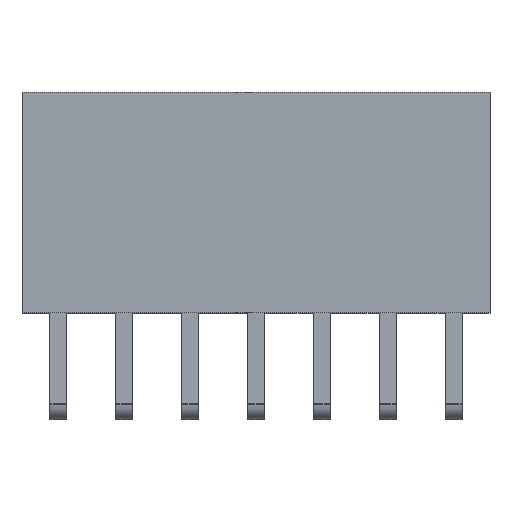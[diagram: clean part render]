
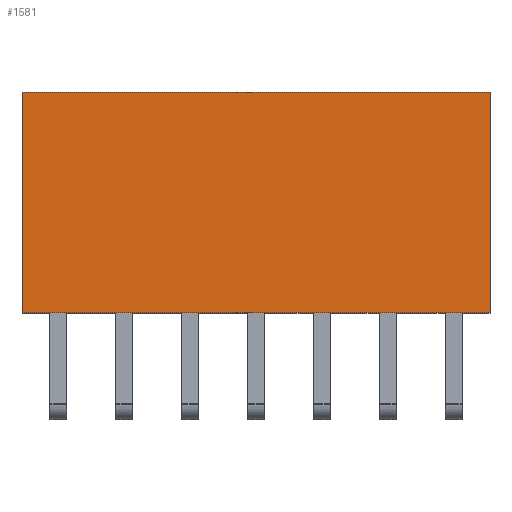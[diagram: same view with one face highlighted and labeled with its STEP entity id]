
A CAD part, top view. The second image highlights one B-rep face of the part: STEP entity #1581.
In plain terms, the highlighted planar face has unit normal (0, 0, 1).
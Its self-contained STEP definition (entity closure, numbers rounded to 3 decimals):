
#1581=ADVANCED_FACE('',(#3205),#3206,.T.);
#3205=FACE_OUTER_BOUND('',#4825,.T.);
#3206=PLANE('',#4826);
#4825=EDGE_LOOP('',(#10046,#10047,#10048,#10049));
#4826=AXIS2_PLACEMENT_3D('',#10050,#10051,#10052);
#10046=ORIENTED_EDGE('',*,*,#12241,.T.);
#10047=ORIENTED_EDGE('',*,*,#12242,.F.);
#10048=ORIENTED_EDGE('',*,*,#12243,.F.);
#10049=ORIENTED_EDGE('',*,*,#12238,.T.);
#10050=CARTESIAN_POINT('',(9.015,4.25,2.5));
#10051=DIRECTION('',(0.,-0.0,1.0));
#10052=DIRECTION('',(0.0,1.0,0.0));
#12238=EDGE_CURVE('',#15421,#15419,#15422,.T.);
#12241=EDGE_CURVE('',#15419,#15425,#15426,.T.);
#12242=EDGE_CURVE('',#15427,#15425,#15428,.T.);
#12243=EDGE_CURVE('',#15421,#15427,#15429,.T.);
#15419=VERTEX_POINT('',#20009);
#15421=VERTEX_POINT('',#20012);
#15422=LINE('',#20013,#20014);
#15425=VERTEX_POINT('',#20018);
#15426=LINE('',#20019,#20020);
#15427=VERTEX_POINT('',#20021);
#15428=LINE('',#20022,#20023);
#15429=LINE('',#20024,#20025);
#20009=CARTESIAN_POINT('',(-9.015,8.5,2.5));
#20012=CARTESIAN_POINT('',(9.015,8.5,2.5));
#20013=CARTESIAN_POINT('',(9.015,8.5,2.5));
#20014=VECTOR('',#22002,1.0);
#20018=CARTESIAN_POINT('',(-9.015,0.0,2.5));
#20019=CARTESIAN_POINT('',(-9.015,8.5,2.5));
#20020=VECTOR('',#22004,1.0);
#20021=CARTESIAN_POINT('',(9.015,0.0,2.5));
#20022=CARTESIAN_POINT('',(9.015,0.0,2.5));
#20023=VECTOR('',#22005,1.0);
#20024=CARTESIAN_POINT('',(9.015,8.5,2.5));
#20025=VECTOR('',#22006,1.0);
#22002=DIRECTION('',(-1.0,0.0,0.));
#22004=DIRECTION('',(0.0,-1.0,0.0));
#22005=DIRECTION('',(-1.0,0.0,0.));
#22006=DIRECTION('',(0.0,-1.0,0.0));
